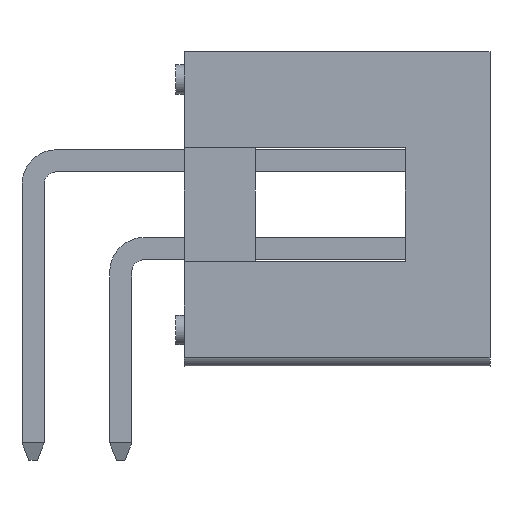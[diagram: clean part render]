
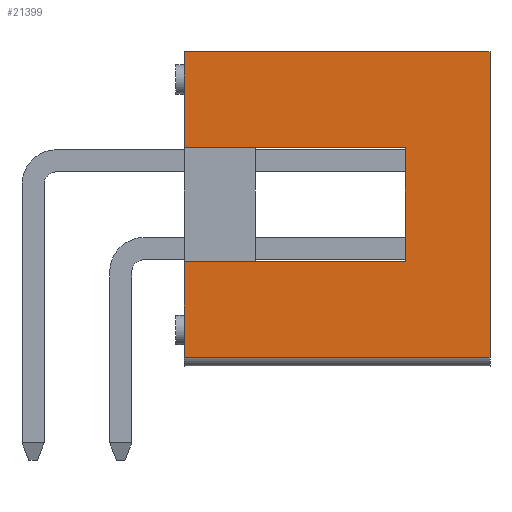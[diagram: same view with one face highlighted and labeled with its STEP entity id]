
A CAD part, front view. The second image highlights one B-rep face of the part: STEP entity #21399.
In plain terms, the highlighted face is planar.
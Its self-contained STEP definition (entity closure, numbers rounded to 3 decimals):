
#306=LINE('',#28146,#2297);
#322=LINE('',#28180,#2313);
#331=LINE('',#28198,#2322);
#333=LINE('',#28202,#2324);
#334=LINE('',#28204,#2325);
#335=LINE('',#28206,#2326);
#336=LINE('',#28208,#2327);
#337=LINE('',#28210,#2328);
#2297=VECTOR('',#23797,1000.);
#2313=VECTOR('',#23821,1000.);
#2322=VECTOR('',#23834,1000.);
#2324=VECTOR('',#23838,1000.);
#2325=VECTOR('',#23839,1000.);
#2326=VECTOR('',#23840,1000.);
#2327=VECTOR('',#23841,1000.);
#2328=VECTOR('',#23842,1000.);
#4422=ORIENTED_EDGE('',*,*,#8690,.T.);
#4423=ORIENTED_EDGE('',*,*,#8691,.F.);
#4424=ORIENTED_EDGE('',*,*,#8692,.T.);
#4425=ORIENTED_EDGE('',*,*,#8693,.T.);
#4426=ORIENTED_EDGE('',*,*,#8694,.T.);
#4427=ORIENTED_EDGE('',*,*,#8688,.F.);
#4428=ORIENTED_EDGE('',*,*,#8679,.F.);
#4429=ORIENTED_EDGE('',*,*,#8661,.T.);
#8661=EDGE_CURVE('',#10801,#10800,#306,.T.);
#8679=EDGE_CURVE('',#10801,#10809,#322,.T.);
#8688=EDGE_CURVE('',#10809,#10822,#331,.T.);
#8690=EDGE_CURVE('',#10800,#10823,#333,.T.);
#8691=EDGE_CURVE('',#10824,#10823,#334,.T.);
#8692=EDGE_CURVE('',#10824,#10825,#335,.T.);
#8693=EDGE_CURVE('',#10825,#10826,#336,.T.);
#8694=EDGE_CURVE('',#10826,#10822,#337,.T.);
#10800=VERTEX_POINT('',#28145);
#10801=VERTEX_POINT('',#28147);
#10809=VERTEX_POINT('',#28166);
#10822=VERTEX_POINT('',#28199);
#10823=VERTEX_POINT('',#28203);
#10824=VERTEX_POINT('',#28205);
#10825=VERTEX_POINT('',#28207);
#10826=VERTEX_POINT('',#28209);
#12048=EDGE_LOOP('',(#4422,#4423,#4424,#4425,#4426,#4427,#4428,#4429));
#13055=FACE_BOUND('',#12048,.T.);
#14052=PLANE('',#22346);
#21399=ADVANCED_FACE('',(#13055),#14052,.T.);
#22346=AXIS2_PLACEMENT_3D('',#28201,#23836,#23837);
#23797=DIRECTION('',(0.,0.,-1.));
#23821=DIRECTION('',(0.,1.,0.));
#23834=DIRECTION('',(0.,0.,-1.));
#23836=DIRECTION('',(1.,0.,0.));
#23837=DIRECTION('',(0.,0.,-1.));
#23838=DIRECTION('',(0.,1.,0.));
#23839=DIRECTION('',(0.,0.,-1.));
#23840=DIRECTION('',(0.,1.,0.));
#23841=DIRECTION('',(0.,0.,-1.));
#23842=DIRECTION('',(0.,1.,0.));
#28145=CARTESIAN_POINT('',(25.42,-4.425,-4.425));
#28146=CARTESIAN_POINT('',(25.42,-4.425,4.425));
#28147=CARTESIAN_POINT('',(25.42,-4.425,4.425));
#28166=CARTESIAN_POINT('',(25.42,4.425,4.425));
#28180=CARTESIAN_POINT('',(25.42,-4.425,4.425));
#28198=CARTESIAN_POINT('',(25.42,4.425,4.425));
#28199=CARTESIAN_POINT('',(25.42,4.425,-4.425));
#28201=CARTESIAN_POINT('',(25.42,-4.425,4.425));
#28202=CARTESIAN_POINT('',(25.42,-4.425,-4.425));
#28203=CARTESIAN_POINT('',(25.42,-1.65,-4.425));
#28204=CARTESIAN_POINT('',(25.42,-1.65,1.975));
#28205=CARTESIAN_POINT('',(25.42,-1.65,1.975));
#28206=CARTESIAN_POINT('',(25.42,-1.65,1.975));
#28207=CARTESIAN_POINT('',(25.42,1.65,1.975));
#28208=CARTESIAN_POINT('',(25.42,1.65,1.975));
#28209=CARTESIAN_POINT('',(25.42,1.65,-4.425));
#28210=CARTESIAN_POINT('',(25.42,-4.425,-4.425));
